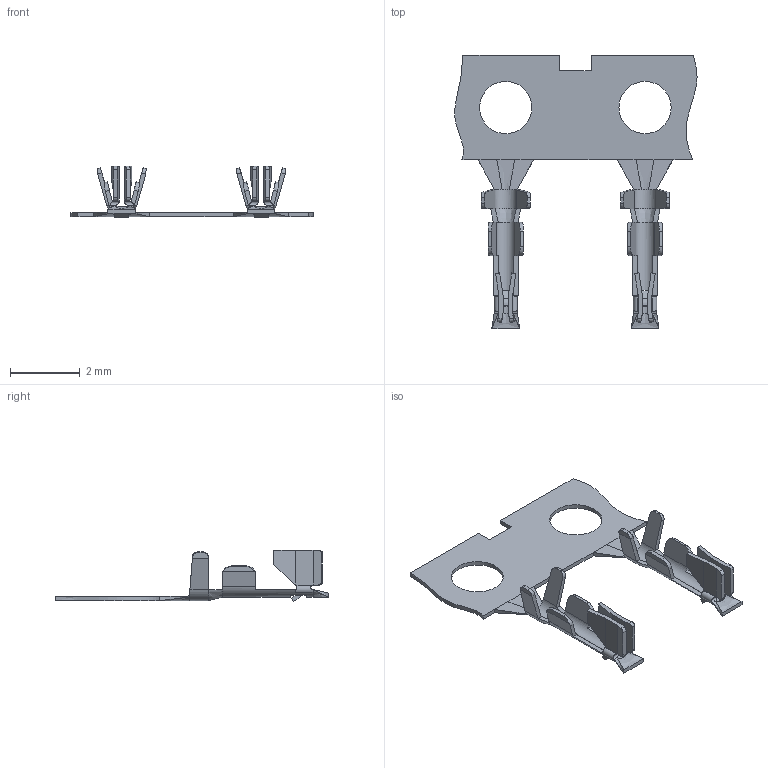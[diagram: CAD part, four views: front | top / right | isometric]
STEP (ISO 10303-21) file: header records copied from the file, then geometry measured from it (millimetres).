
FILE_DESCRIPTION( ( 'Unknown' ), '1' );
FILE_NAME( '66500113722.stp', 'Unknown', ( 'Unknown' ), ( 'Unknown' ), 'PSStep 15.0.49', 'Unknown', ' ' );
FILE_SCHEMA( ( 'AUTOMOTIVE_DESIGN { 1 0 10303 214 1 1 1 1 }' ) );
Length unit declared in the file: millimetre
Products named in the file (1): 1
Bounding box: 6.95 x 7.85 x 1.48 mm (x, y, z)
Volume: 4 mm3; surface area: 77.2 mm2
Topology: 1 solids, 1 shells, 228 faces, 585 edges, 357 vertices
Faces by surface type: plane 148, cylinder 58, bspline 20, extrusion 2
Full cylindrical faces by diameter (mm): 1.5 x2
Entity records: 9670 total; most frequent: CARTESIAN_POINT 2503, ORIENTED_EDGE 1166, DIRECTION 1006, EDGE_CURVE 583, VECTOR 376, LINE 374, VERTEX_POINT 358, AXIS2_PLACEMENT_3D 315
